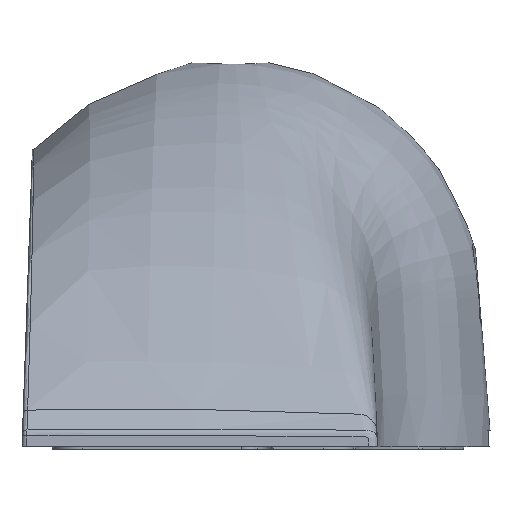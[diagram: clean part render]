
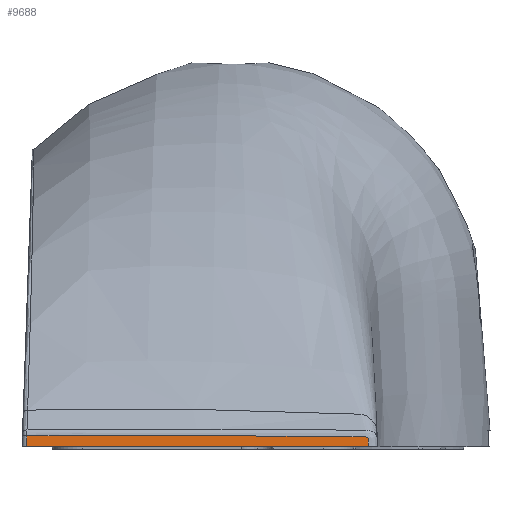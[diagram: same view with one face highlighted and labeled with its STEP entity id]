
A CAD part, left-side view. The second image highlights one B-rep face of the part: STEP entity #9688.
In plain terms, the highlighted planar face has unit normal (-0.999, 0, 0.035).
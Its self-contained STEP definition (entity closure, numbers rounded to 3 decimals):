
#59 = CARTESIAN_POINT ( 'NONE',  ( -87.951, -10.165, -32.308 ) ) ;
#60 = CARTESIAN_POINT ( 'NONE',  ( -87.949, 28.547, -32.248 ) ) ;
#95 = CARTESIAN_POINT ( 'NONE',  ( -87.958, -16.637, -32.496 ) ) ;
#410 = CARTESIAN_POINT ( 'NONE',  ( -88., 28.597, -33.7 ) ) ;
#759 = EDGE_LOOP ( 'NONE', ( #11920, #4154, #11244 ) ) ;
#856 = DIRECTION ( 'NONE',  ( -0.999, 0., 0.035 ) ) ;
#1043 = CARTESIAN_POINT ( 'NONE',  ( -87.952, -14.036, -32.336 ) ) ;
#1092 = CARTESIAN_POINT ( 'NONE',  ( -87.96, -16.692, -32.567 ) ) ;
#1521 = VERTEX_POINT ( 'NONE', #60 ) ;
#2028 = CARTESIAN_POINT ( 'NONE',  ( -87.953, -15.487, -32.342 ) ) ;
#2068 = CARTESIAN_POINT ( 'NONE',  ( -87.964, -16.724, -32.683 ) ) ;
#2642 = EDGE_CURVE ( 'NONE', #1521, #7866, #11659, .T. ) ;
#2902 = VECTOR ( 'NONE', #5411, 1000. ) ;
#2977 = CARTESIAN_POINT ( 'NONE',  ( -87.949, 20.804, -32.227 ) ) ;
#3009 = CARTESIAN_POINT ( 'NONE',  ( -87.953, -15.971, -32.346 ) ) ;
#3057 = CARTESIAN_POINT ( 'NONE',  ( -87.971, -16.737, -32.862 ) ) ;
#4018 = CARTESIAN_POINT ( 'NONE',  ( -87.953, -16.213, -32.358 ) ) ;
#4059 = CARTESIAN_POINT ( 'NONE',  ( -87.983, -16.754, -33.221 ) ) ;
#4154 = ORIENTED_EDGE ( 'NONE', *, *, #2642, .F. ) ;
#4744 = PLANE ( 'NONE',  #6812 ) ;
#4994 = CARTESIAN_POINT ( 'NONE',  ( -87.949, 1.449, -32.248 ) ) ;
#5031 = CARTESIAN_POINT ( 'NONE',  ( -87.954, -16.393, -32.381 ) ) ;
#5068 = CARTESIAN_POINT ( 'NONE',  ( -88., -16.778, -33.7 ) ) ;
#5411 = DIRECTION ( 'NONE',  ( 0., 1., 0. ) ) ;
#5819 = VERTEX_POINT ( 'NONE', #410 ) ;
#5984 = CARTESIAN_POINT ( 'NONE',  ( -87.951, -8.229, -32.295 ) ) ;
#6025 = CARTESIAN_POINT ( 'NONE',  ( -87.956, -16.565, -32.44 ) ) ;
#6777 = CARTESIAN_POINT ( 'NONE',  ( -88., -17.979, -33.7 ) ) ;
#6812 = AXIS2_PLACEMENT_3D ( 'NONE', #6777, #856, #7822 ) ;
#6984 = CARTESIAN_POINT ( 'NONE',  ( -87.952, -13.068, -32.327 ) ) ;
#7025 = CARTESIAN_POINT ( 'NONE',  ( -87.959, -16.66, -32.516 ) ) ;
#7143 = CARTESIAN_POINT ( 'NONE',  ( -88., -16.778, -33.7 ) ) ;
#7822 = DIRECTION ( 'NONE',  ( 0.035, 0., 0.999 ) ) ;
#7866 = VERTEX_POINT ( 'NONE', #7143 ) ;
#8016 = CARTESIAN_POINT ( 'NONE',  ( -87.953, -15.245, -32.343 ) ) ;
#8053 = CARTESIAN_POINT ( 'NONE',  ( -87.961, -16.702, -32.596 ) ) ;
#8604 = EDGE_CURVE ( 'NONE', #5819, #1521, #9319, .T. ) ;
#9005 = CARTESIAN_POINT ( 'NONE',  ( -87.953, -15.85, -32.344 ) ) ;
#9043 = CARTESIAN_POINT ( 'NONE',  ( -87.967, -16.729, -32.743 ) ) ;
#9057 = EDGE_CURVE ( 'NONE', #7866, #5819, #10571, .T. ) ;
#9133 = FACE_OUTER_BOUND ( 'NONE', #759, .T. ) ;
#9319 = LINE ( 'NONE', #9363, #11663 ) ;
#9363 = CARTESIAN_POINT ( 'NONE',  ( -88.001, 28.598, -33.717 ) ) ;
#9688 = ADVANCED_FACE ( 'NONE', ( #9133 ), #4744, .T. ) ;
#9980 = CARTESIAN_POINT ( 'NONE',  ( -87.949, 28.547, -32.248 ) ) ;
#10022 = CARTESIAN_POINT ( 'NONE',  ( -87.953, -16.153, -32.354 ) ) ;
#10065 = CARTESIAN_POINT ( 'NONE',  ( -87.973, -16.74, -32.922 ) ) ;
#10410 = CARTESIAN_POINT ( 'NONE',  ( -88., 33.869, -33.7 ) ) ;
#10571 = LINE ( 'NONE', #10410, #2902 ) ;
#10990 = CARTESIAN_POINT ( 'NONE',  ( -87.948, 13.062, -32.22 ) ) ;
#11029 = CARTESIAN_POINT ( 'NONE',  ( -87.954, -16.333, -32.372 ) ) ;
#11073 = CARTESIAN_POINT ( 'NONE',  ( -87.992, -16.765, -33.461 ) ) ;
#11244 = ORIENTED_EDGE ( 'NONE', *, *, #8604, .F. ) ;
#11389 = DIRECTION ( 'NONE',  ( 0.035, -0.035, 0.999 ) ) ;
#11659 = B_SPLINE_CURVE_WITH_KNOTS ( 'NONE', 3,
 ( #9980, #2977, #10990, #4994, #11969, #5984, #59, #6984, #1043, #8016, #2028, #9005, #3009, #10022, #4018, #11029, #5031, #12016, #6025, #95, #7025, #1092, #8053, #2068, #9043, #3057, #10065, #4059, #11073, #5068 ),
 .UNSPECIFIED., .F., .F.,
 ( 4, 2, 2, 2, 2, 2, 2, 2, 2, 2, 2, 2, 2, 2, 4 ),
 ( 0., 0.5, 0.75, 0.875, 0.938, 0.953, 0.961, 0.965, 0.969, 0.973, 0.975, 0.977, 0.98, 0.984, 1. ),
 .UNSPECIFIED. ) ;
#11663 = VECTOR ( 'NONE', #11389, 1000. ) ;
#11920 = ORIENTED_EDGE ( 'NONE', *, *, #9057, .F. ) ;
#11969 = CARTESIAN_POINT ( 'NONE',  ( -87.95, -2.422, -32.263 ) ) ;
#12016 = CARTESIAN_POINT ( 'NONE',  ( -87.955, -16.51, -32.414 ) ) ;
